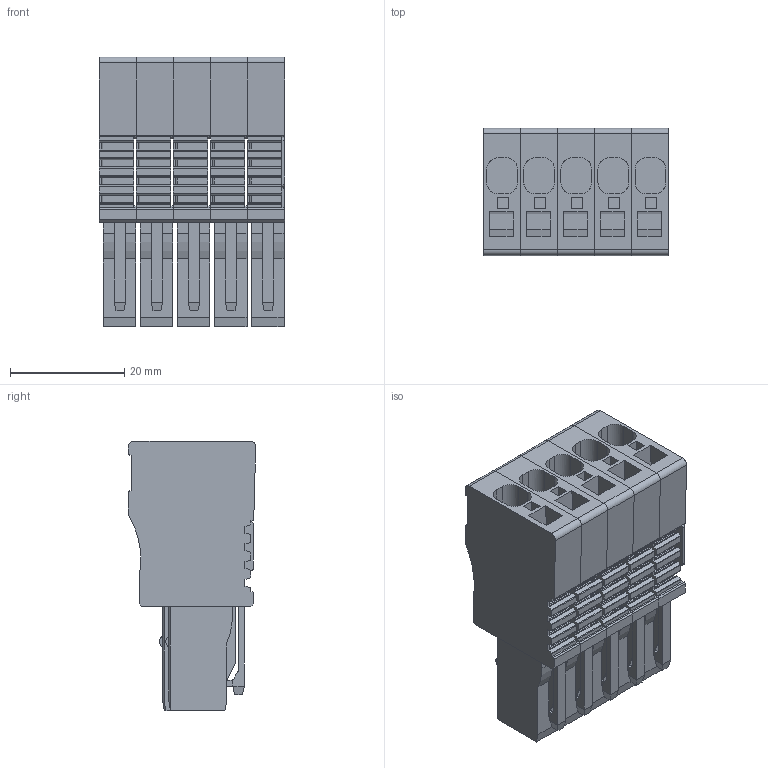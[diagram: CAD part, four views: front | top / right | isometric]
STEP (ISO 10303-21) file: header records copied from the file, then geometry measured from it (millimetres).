
FILE_DESCRIPTION(('CATIA V5R22 STEP214','CAx-IF Rec.Pracs.--- Model Styling and Organization---1.4--- 2014-01-23'),'2;1');
FILE_NAME ('023938-2_0', '2021-04-21T07:13:19+00:00', ('Weidmueller Interface'), ('Weidmueller'), 'CATIA Version 5-6 Release 2016 SP3 HF44', 'CATIA V5 STEP AP214', 'none');
FILE_SCHEMA(('AUTOMOTIVE_DESIGN { 1 0 10303 214 1 1 1 1 }'));
Length unit declared in the file: millimetre
Products named in the file (1): ZP_4-1AN-..._AllCATPart
Bounding box: 32.5 x 22.34 x 47.31 mm (x, y, z)
Volume: 20645.8 mm3; surface area: 17287.9 mm2
Topology: 6 solids, 6 shells, 1513 faces, 4365 edges, 2879 vertices
Faces by surface type: plane 1115, cylinder 398
Entity records: 48155 total; most frequent: CARTESIAN_POINT 9054, ORIENTED_EDGE 8730, DIRECTION 7061, EDGE_CURVE 4365, VECTOR 3538, LINE 3538, VERTEX_POINT 2879, AXIS2_PLACEMENT_3D 2153
